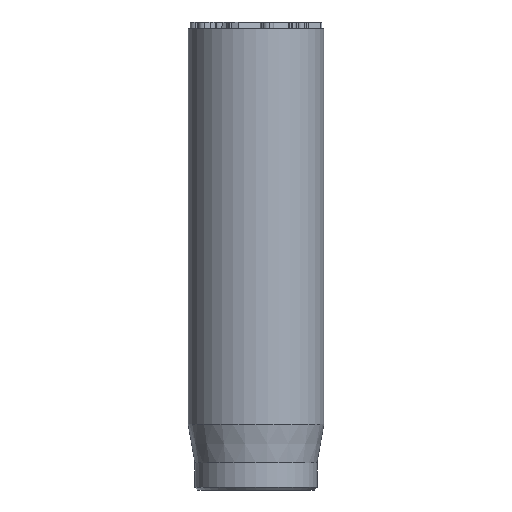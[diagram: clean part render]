
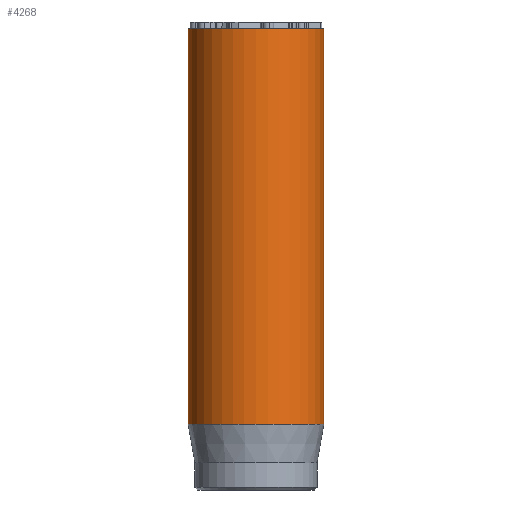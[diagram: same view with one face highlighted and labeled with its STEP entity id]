
A CAD part, front view. The second image highlights one B-rep face of the part: STEP entity #4268.
In plain terms, the highlighted cylindrical face has radius 2.5 mm (diameter 5 mm), a full revolution.
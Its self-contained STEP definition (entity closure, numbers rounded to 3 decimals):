
#32=CYLINDRICAL_SURFACE('',#4447,2.5);
#46=CIRCLE('',#4414,2.5);
#62=CIRCLE('',#4445,2.5);
#63=CIRCLE('',#4446,2.5);
#389=FACE_OUTER_BOUND('',#643,.T.);
#643=EDGE_LOOP('',(#3803,#3804,#3805,#3806,#3807));
#953=LINE('',#8157,#1271);
#1271=VECTOR('',#4956,2.5);
#1959=VERTEX_POINT('',#8096);
#1975=VERTEX_POINT('',#8151);
#1976=VERTEX_POINT('',#8152);
#2566=EDGE_CURVE('',#1959,#1959,#46,.T.);
#2590=EDGE_CURVE('',#1975,#1976,#62,.T.);
#2591=EDGE_CURVE('',#1976,#1975,#63,.T.);
#2593=EDGE_CURVE('',#1959,#1975,#953,.T.);
#3803=ORIENTED_EDGE('',*,*,#2566,.T.);
#3804=ORIENTED_EDGE('',*,*,#2593,.T.);
#3805=ORIENTED_EDGE('',*,*,#2590,.T.);
#3806=ORIENTED_EDGE('',*,*,#2591,.T.);
#3807=ORIENTED_EDGE('',*,*,#2593,.F.);
#4268=ADVANCED_FACE('',(#389),#32,.T.);
#4414=AXIS2_PLACEMENT_3D('',#8097,#4879,#4880);
#4445=AXIS2_PLACEMENT_3D('',#8153,#4949,#4950);
#4446=AXIS2_PLACEMENT_3D('',#8154,#4951,#4952);
#4447=AXIS2_PLACEMENT_3D('',#8156,#4954,#4955);
#4879=DIRECTION('center_axis',(0.,0.,-1.));
#4880=DIRECTION('ref_axis',(-1.,0.,0.));
#4949=DIRECTION('center_axis',(0.,0.,1.));
#4950=DIRECTION('ref_axis',(-1.,0.,0.));
#4951=DIRECTION('center_axis',(0.,0.,1.));
#4952=DIRECTION('ref_axis',(-1.,0.,0.));
#4954=DIRECTION('center_axis',(0.,0.,1.));
#4955=DIRECTION('ref_axis',(-1.,0.,0.));
#4956=DIRECTION('',(0.,0.,-1.));
#8096=CARTESIAN_POINT('',(2.5,0.,17.));
#8097=CARTESIAN_POINT('Origin',(0.,0.,17.));
#8151=CARTESIAN_POINT('',(2.5,0.,2.418));
#8152=CARTESIAN_POINT('',(-2.5,0.,2.418));
#8153=CARTESIAN_POINT('Origin',(0.,0.,2.418));
#8154=CARTESIAN_POINT('Origin',(0.,0.,2.418));
#8156=CARTESIAN_POINT('Origin',(0.,0.,0.));
#8157=CARTESIAN_POINT('',(2.5,0.,0.));
